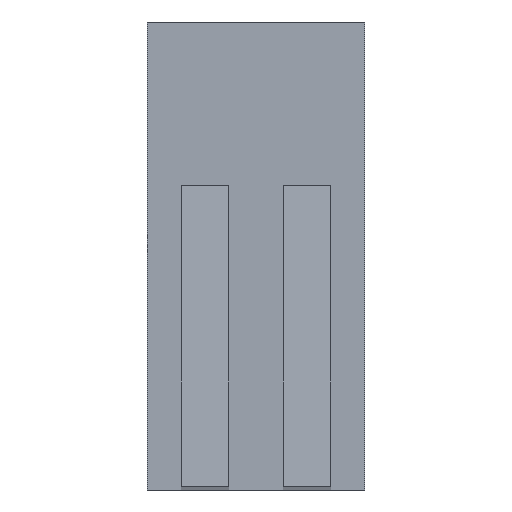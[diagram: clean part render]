
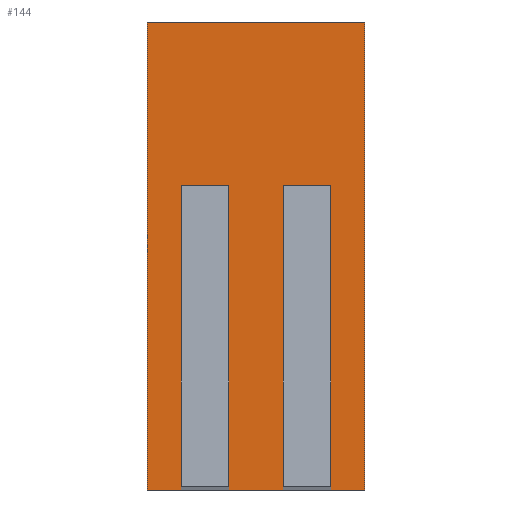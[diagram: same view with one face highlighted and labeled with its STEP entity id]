
A CAD part, front view. The second image highlights one B-rep face of the part: STEP entity #144.
In plain terms, the highlighted planar face has unit normal (0, -1, 0).
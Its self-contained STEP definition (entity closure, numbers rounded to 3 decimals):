
#5 = EDGE_CURVE ( 'NONE', #206, #373, #487, .T. ) ;
#11 = DIRECTION ( 'NONE',  ( -1., 0., 0. ) ) ;
#18 = DIRECTION ( 'NONE',  ( 0., 0., 1. ) ) ;
#21 = ORIENTED_EDGE ( 'NONE', *, *, #5, .F. ) ;
#26 = EDGE_CURVE ( 'NONE', #349, #484, #480, .T. ) ;
#89 = EDGE_CURVE ( 'NONE', #373, #349, #347, .T. ) ;
#100 = CARTESIAN_POINT ( 'NONE',  ( -738.346, 1874.828, 0. ) ) ;
#101 = CARTESIAN_POINT ( 'NONE',  ( -738.346, 1874.828, -743.5 ) ) ;
#142 = ORIENTED_EDGE ( 'NONE', *, *, #89, .F. ) ;
#144 = ADVANCED_FACE ( 'NONE', ( #441 ), #515, .F. ) ;
#162 = AXIS2_PLACEMENT_3D ( 'NONE', #466, #269, #424 ) ;
#206 = VERTEX_POINT ( 'NONE', #313 ) ;
#233 = LINE ( 'NONE', #251, #366 ) ;
#234 = ORIENTED_EDGE ( 'NONE', *, *, #448, .F. ) ;
#251 = CARTESIAN_POINT ( 'NONE',  ( -98.346, 1874.828, 0. ) ) ;
#253 = CARTESIAN_POINT ( 'NONE',  ( -738.346, 1874.828, -743.5 ) ) ;
#260 = EDGE_LOOP ( 'NONE', ( #142, #21, #234, #348 ) ) ;
#269 = DIRECTION ( 'NONE',  ( 0., 1., 0. ) ) ;
#270 = DIRECTION ( 'NONE',  ( 1., 0., 0. ) ) ;
#313 = CARTESIAN_POINT ( 'NONE',  ( -98.346, 1874.828, -743.5 ) ) ;
#329 = DIRECTION ( 'NONE',  ( 0., 0., -1. ) ) ;
#332 = CARTESIAN_POINT ( 'NONE',  ( -98.346, 1874.828, 636.5 ) ) ;
#346 = CARTESIAN_POINT ( 'NONE',  ( -18.346, 1874.828, 636.5 ) ) ;
#347 = LINE ( 'NONE', #100, #535 ) ;
#348 = ORIENTED_EDGE ( 'NONE', *, *, #26, .F. ) ;
#349 = VERTEX_POINT ( 'NONE', #537 ) ;
#366 = VECTOR ( 'NONE', #329, 1000. ) ;
#373 = VERTEX_POINT ( 'NONE', #253 ) ;
#379 = VECTOR ( 'NONE', #11, 1000. ) ;
#424 = DIRECTION ( 'NONE',  ( 0., 0., 1. ) ) ;
#441 = FACE_OUTER_BOUND ( 'NONE', #260, .T. ) ;
#448 = EDGE_CURVE ( 'NONE', #484, #206, #233, .T. ) ;
#466 = CARTESIAN_POINT ( 'NONE',  ( -378.346, 1874.828, 0. ) ) ;
#470 = VECTOR ( 'NONE', #270, 1000. ) ;
#480 = LINE ( 'NONE', #346, #470 ) ;
#484 = VERTEX_POINT ( 'NONE', #332 ) ;
#487 = LINE ( 'NONE', #101, #379 ) ;
#515 = PLANE ( 'NONE',  #162 ) ;
#535 = VECTOR ( 'NONE', #18, 1000. ) ;
#537 = CARTESIAN_POINT ( 'NONE',  ( -738.346, 1874.828, 636.5 ) ) ;
